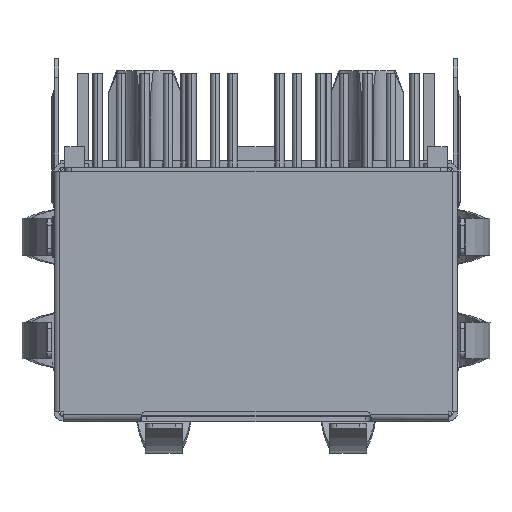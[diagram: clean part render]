
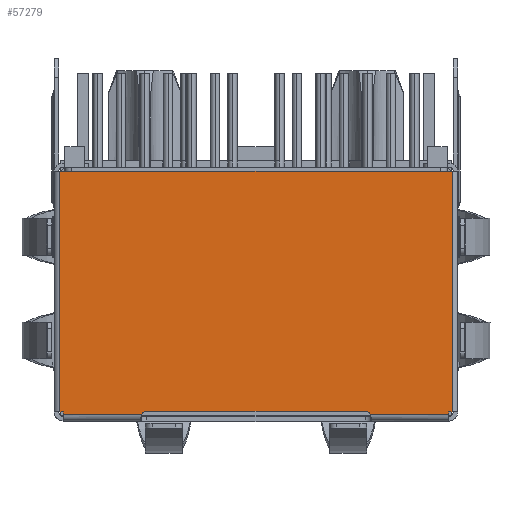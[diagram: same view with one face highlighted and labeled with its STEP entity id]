
A CAD part, front view. The second image highlights one B-rep face of the part: STEP entity #57279.
In plain terms, the highlighted planar face has unit normal (0, -1, 0).
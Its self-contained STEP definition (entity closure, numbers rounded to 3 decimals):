
#1344 = CARTESIAN_POINT ( 'NONE',  ( -8.515, -28.32, -5.225 ) ) ;
#1546 = LINE ( 'NONE', #26656, #20768 ) ;
#1555 = ORIENTED_EDGE ( 'NONE', *, *, #15022, .T. ) ;
#1907 = CARTESIAN_POINT ( 'NONE',  ( -8.515, -28.32, -5.225 ) ) ;
#2179 = EDGE_CURVE ( 'NONE', #32258, #49992, #70876, .T. ) ;
#4444 = VERTEX_POINT ( 'NONE', #70654 ) ;
#5018 = CARTESIAN_POINT ( 'NONE',  ( 8.365, -28.32, -5.225 ) ) ;
#5708 = DIRECTION ( 'NONE',  ( 0.858, 0., 0.514 ) ) ;
#8074 = VECTOR ( 'NONE', #18430, 1000. ) ;
#9871 = DIRECTION ( 'NONE',  ( 1., 0., 0. ) ) ;
#10449 = ORIENTED_EDGE ( 'NONE', *, *, #43900, .F. ) ;
#11441 = DIRECTION ( 'NONE',  ( -1., 0., 0. ) ) ;
#11546 = AXIS2_PLACEMENT_3D ( 'NONE', #24871, #43553, #5708 ) ;
#12022 = CARTESIAN_POINT ( 'NONE',  ( 4.964, -28.32, -5.325 ) ) ;
#12271 = LINE ( 'NONE', #38214, #72994 ) ;
#12981 = ORIENTED_EDGE ( 'NONE', *, *, #49486, .F. ) ;
#13052 = DIRECTION ( 'NONE',  ( 1., 0., 0. ) ) ;
#15022 = EDGE_CURVE ( 'NONE', #67065, #32823, #55184, .T. ) ;
#15362 = ORIENTED_EDGE ( 'NONE', *, *, #39891, .T. ) ;
#16538 = CARTESIAN_POINT ( 'NONE',  ( 8.515, -28.32, -5.225 ) ) ;
#16932 = DIRECTION ( 'NONE',  ( 0., 0., -1. ) ) ;
#17297 = CARTESIAN_POINT ( 'NONE',  ( -4.75, -28.32, -5.454 ) ) ;
#18430 = DIRECTION ( 'NONE',  ( 0., 0., 1. ) ) ;
#18587 = EDGE_LOOP ( 'NONE', ( #12981, #26000, #61437, #10449, #15362, #1555, #67148, #70990, #58217, #32456, #25922, #29012 ) ) ;
#20078 = LINE ( 'NONE', #1344, #50175 ) ;
#20333 = VERTEX_POINT ( 'NONE', #83001 ) ;
#20498 = DIRECTION ( 'NONE',  ( 1., 0., 0. ) ) ;
#20639 = AXIS2_PLACEMENT_3D ( 'NONE', #17297, #36853, #75943 ) ;
#20768 = VECTOR ( 'NONE', #13052, 1000. ) ;
#21294 = CARTESIAN_POINT ( 'NONE',  ( -4.964, -28.32, -5.325 ) ) ;
#22922 = DIRECTION ( 'NONE',  ( -1., 0., 0. ) ) ;
#24798 = LINE ( 'NONE', #12022, #38443 ) ;
#24871 = CARTESIAN_POINT ( 'NONE',  ( 4.75, -28.32, -5.454 ) ) ;
#25228 = LINE ( 'NONE', #63488, #8074 ) ;
#25598 = VERTEX_POINT ( 'NONE', #47027 ) ;
#25631 = CARTESIAN_POINT ( 'NONE',  ( 8.515, -28.32, 5.225 ) ) ;
#25922 = ORIENTED_EDGE ( 'NONE', *, *, #2179, .F. ) ;
#26000 = ORIENTED_EDGE ( 'NONE', *, *, #60647, .T. ) ;
#26225 = CARTESIAN_POINT ( 'NONE',  ( -4.75, -28.32, -5.204 ) ) ;
#26656 = CARTESIAN_POINT ( 'NONE',  ( -8.365, -28.32, -5.325 ) ) ;
#26818 = CARTESIAN_POINT ( 'NONE',  ( 8.365, -28.32, -5.225 ) ) ;
#27992 = VECTOR ( 'NONE', #29720, 1000. ) ;
#29012 = ORIENTED_EDGE ( 'NONE', *, *, #74585, .F. ) ;
#29225 = CARTESIAN_POINT ( 'NONE',  ( 4.75, -28.32, -5.204 ) ) ;
#29449 = VECTOR ( 'NONE', #54767, 1000. ) ;
#29720 = DIRECTION ( 'NONE',  ( 0., 0., 1. ) ) ;
#30537 = LINE ( 'NONE', #5018, #49685 ) ;
#32258 = VERTEX_POINT ( 'NONE', #26225 ) ;
#32456 = ORIENTED_EDGE ( 'NONE', *, *, #60298, .T. ) ;
#32823 = VERTEX_POINT ( 'NONE', #59666 ) ;
#33523 = VERTEX_POINT ( 'NONE', #36379 ) ;
#36379 = CARTESIAN_POINT ( 'NONE',  ( -8.365, -28.32, -5.225 ) ) ;
#36853 = DIRECTION ( 'NONE',  ( 0., -1., 0. ) ) ;
#38214 = CARTESIAN_POINT ( 'NONE',  ( -8.515, -28.32, 5.225 ) ) ;
#38327 = AXIS2_PLACEMENT_3D ( 'NONE', #61721, #67259, #9871 ) ;
#38443 = VECTOR ( 'NONE', #76627, 1000. ) ;
#39891 = EDGE_CURVE ( 'NONE', #73096, #67065, #67129, .T. ) ;
#43553 = DIRECTION ( 'NONE',  ( 0., -1., 0. ) ) ;
#43900 = EDGE_CURVE ( 'NONE', #73096, #48895, #77702, .T. ) ;
#45391 = CARTESIAN_POINT ( 'NONE',  ( 8.515, -28.32, -5.225 ) ) ;
#47027 = CARTESIAN_POINT ( 'NONE',  ( -8.365, -28.32, -5.325 ) ) ;
#48253 = VERTEX_POINT ( 'NONE', #1907 ) ;
#48895 = VERTEX_POINT ( 'NONE', #26818 ) ;
#49253 = CARTESIAN_POINT ( 'NONE',  ( 4.75, -28.32, -5.204 ) ) ;
#49486 = EDGE_CURVE ( 'NONE', #20333, #52227, #73969, .T. ) ;
#49685 = VECTOR ( 'NONE', #16932, 1000. ) ;
#49992 = VERTEX_POINT ( 'NONE', #21294 ) ;
#50175 = VECTOR ( 'NONE', #20498, 1000. ) ;
#52227 = VERTEX_POINT ( 'NONE', #29225 ) ;
#53526 = CARTESIAN_POINT ( 'NONE',  ( 8.515, -28.32, -5.225 ) ) ;
#54767 = DIRECTION ( 'NONE',  ( -1., 0., 0. ) ) ;
#54928 = EDGE_CURVE ( 'NONE', #25598, #33523, #25228, .T. ) ;
#55184 = LINE ( 'NONE', #80677, #29449 ) ;
#57279 = ADVANCED_FACE ( 'NONE', ( #65998 ), #74062, .F. ) ;
#58217 = ORIENTED_EDGE ( 'NONE', *, *, #54928, .F. ) ;
#59666 = CARTESIAN_POINT ( 'NONE',  ( -8.515, -28.32, 5.225 ) ) ;
#59990 = VECTOR ( 'NONE', #22922, 1000. ) ;
#60298 = EDGE_CURVE ( 'NONE', #25598, #49992, #1546, .T. ) ;
#60647 = EDGE_CURVE ( 'NONE', #20333, #4444, #24798, .T. ) ;
#61437 = ORIENTED_EDGE ( 'NONE', *, *, #66522, .F. ) ;
#61721 = CARTESIAN_POINT ( 'NONE',  ( 0., -28.32, -0.05 ) ) ;
#63488 = CARTESIAN_POINT ( 'NONE',  ( -8.365, -28.32, -5.325 ) ) ;
#64136 = DIRECTION ( 'NONE',  ( 0., 0., -1. ) ) ;
#65998 = FACE_OUTER_BOUND ( 'NONE', #18587, .T. ) ;
#66522 = EDGE_CURVE ( 'NONE', #48895, #4444, #30537, .T. ) ;
#67065 = VERTEX_POINT ( 'NONE', #25631 ) ;
#67129 = LINE ( 'NONE', #16538, #27992 ) ;
#67148 = ORIENTED_EDGE ( 'NONE', *, *, #69497, .T. ) ;
#67259 = DIRECTION ( 'NONE',  ( 0., 1., 0. ) ) ;
#69234 = LINE ( 'NONE', #49253, #59990 ) ;
#69497 = EDGE_CURVE ( 'NONE', #32823, #48253, #12271, .T. ) ;
#70485 = VECTOR ( 'NONE', #11441, 1000. ) ;
#70654 = CARTESIAN_POINT ( 'NONE',  ( 8.365, -28.32, -5.325 ) ) ;
#70876 = CIRCLE ( 'NONE', #20639, 0.25 ) ;
#70990 = ORIENTED_EDGE ( 'NONE', *, *, #71799, .T. ) ;
#71799 = EDGE_CURVE ( 'NONE', #48253, #33523, #20078, .T. ) ;
#72994 = VECTOR ( 'NONE', #64136, 1000. ) ;
#73096 = VERTEX_POINT ( 'NONE', #53526 ) ;
#73969 = CIRCLE ( 'NONE', #11546, 0.25 ) ;
#74062 = PLANE ( 'NONE',  #38327 ) ;
#74585 = EDGE_CURVE ( 'NONE', #52227, #32258, #69234, .T. ) ;
#75943 = DIRECTION ( 'NONE',  ( 0., 0., 1. ) ) ;
#76627 = DIRECTION ( 'NONE',  ( 1., 0., 0. ) ) ;
#77702 = LINE ( 'NONE', #45391, #70485 ) ;
#80677 = CARTESIAN_POINT ( 'NONE',  ( 8.515, -28.32, 5.225 ) ) ;
#83001 = CARTESIAN_POINT ( 'NONE',  ( 4.964, -28.32, -5.325 ) ) ;
